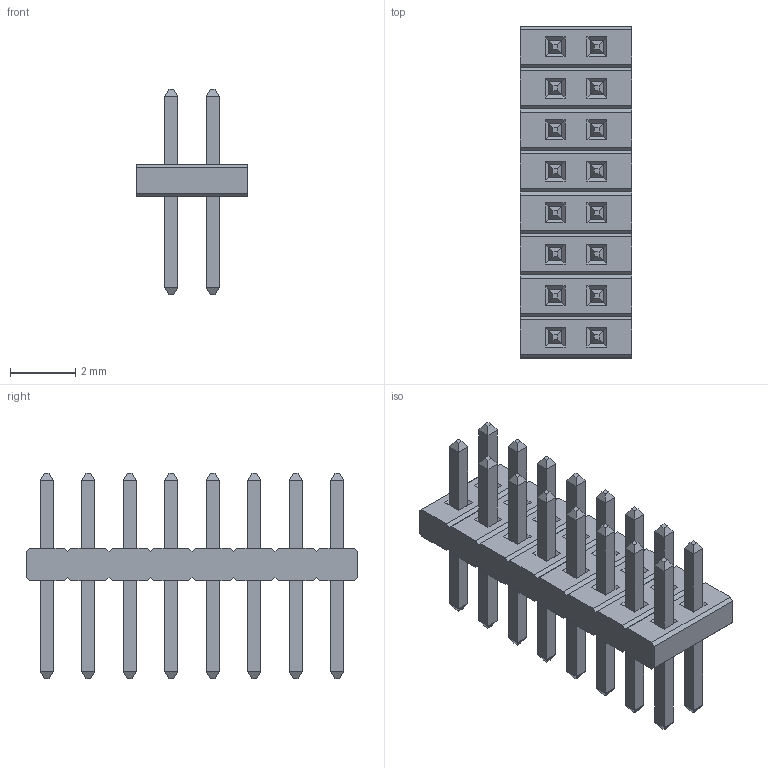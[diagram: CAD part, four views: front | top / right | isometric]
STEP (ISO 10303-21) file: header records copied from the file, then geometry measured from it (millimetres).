
FILE_DESCRIPTION((''),'2;1');
FILE_NAME('M50-350_ASM','2011-08-05T',('wbourne'),(''),'PRO/ENGINEER BY PARAMETRIC TECHNOLOGY CORPORATION, 2010280','PRO/ENGINEER BY PARAMETRIC TECHNOLOGY CORPORATION, 2010280','');
FILE_SCHEMA(('CONFIG_CONTROL_DESIGN','SHAPE_APPEARANCE_LAYERS_GROUPS'));
Length unit declared in the file: millimetre
Products named in the file (3): M50-350-MLD; M50-350-CONTACT; M50-350_ASM
Assembly tree (17 placements, depth 2):
  M50-350_ASM
    M50-350-MLD
    M50-350-CONTACT  x16
Bounding box: 3.4 x 10.16 x 6.3 mm (x, y, z)
Volume: 46.6 mm3; surface area: 276.4 mm2
Topology: 17 solids, 17 shells, 548 faces, 1238 edges, 740 vertices
Faces by surface type: plane 548
Entity records: 9664 total; most frequent: CARTESIAN_POINT 1301, ORIENTED_EDGE 1276, DIRECTION 1204, PRESENTATION_STYLE_ASSIGNMENT 649, STYLED_ITEM 640, VECTOR 638, LINE 638, CURVE_STYLE 638
